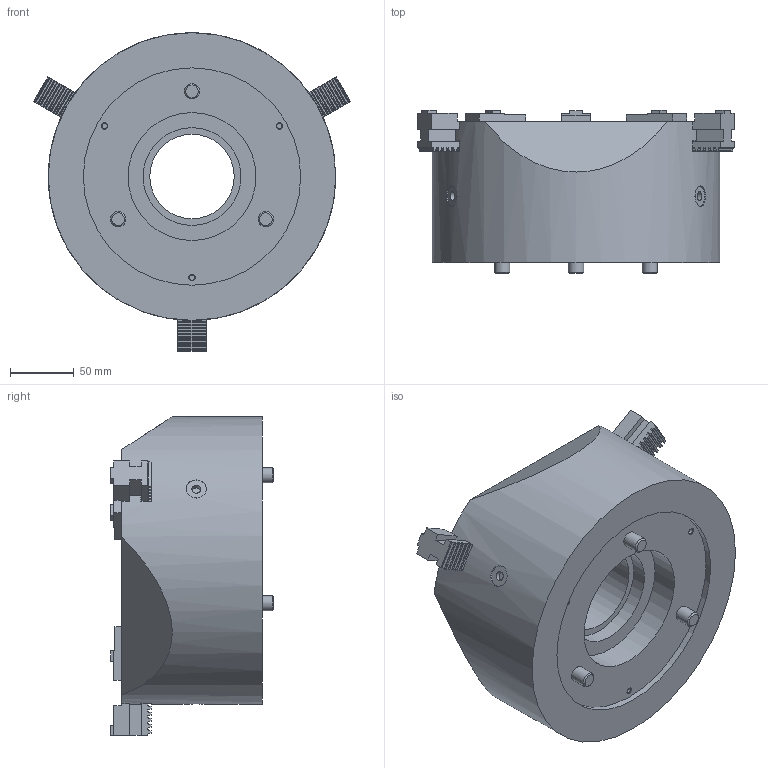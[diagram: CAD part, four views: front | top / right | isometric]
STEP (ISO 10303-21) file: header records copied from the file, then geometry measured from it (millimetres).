
FILE_DESCRIPTION( ( 'STEP AP214' ), '1' );
FILE_NAME( 'SCHUNK-1366706 ROTA THW3 225-66 Z170-GBK_ 0.stp', '2022-06-09T07:22:09', ( 'License CC BY-ND 4.0' ), ( 'CADENAS' ), ' ', 'PARTsolutions', ' ' );
FILE_SCHEMA( ( 'AUTOMOTIVE_DESIGN { 1 0 10303 214 1 1 1 1 }' ) );
Length unit declared in the file: millimetre
Products named in the file (3): SCHUNK-1366706 ROTA THW3 225-66 Z170-GBK, 0; _SCHUNK-1332234 FTK225-66 Z170; _SCHUNK-0159100 gba225-66
Assembly tree (4 placements, depth 2):
  SCHUNK-1366706 ROTA THW3 225-66 Z170-GBK, 0
    _SCHUNK-1332234 FTK225-66 Z170
    _SCHUNK-0159100 gba225-66  x3
Bounding box: 247.77 x 127.5 x 249.2 mm (x, y, z)
Volume: 3678657.5 mm3; surface area: 239993.5 mm2
Topology: 4 solids, 4 shells, 734 faces, 2000 edges, 1328 vertices
Faces by surface type: plane 450, cylinder 265, cone 18, sphere 1
Full cylindrical faces by diameter (mm): 2 x1, 4.134 x3, 4.917 x3, 6.647 x6, 7 x4, 8 x1, 12 x3, 13 x6, 15 x6, 16 x3, 17 x1, 18 x3, 20 x3, 66 x1, 67 x1, 76.5 x1, 100 x1, 170 x1, 225 x1
Entity records: 14487 total; most frequent: CARTESIAN_POINT 2256, DIRECTION 1939, ORIENTED_EDGE 1784, EDGE_CURVE 892, AXIS2_PLACEMENT_3D 668, VERTEX_POINT 629, LINE 603, VECTOR 603
